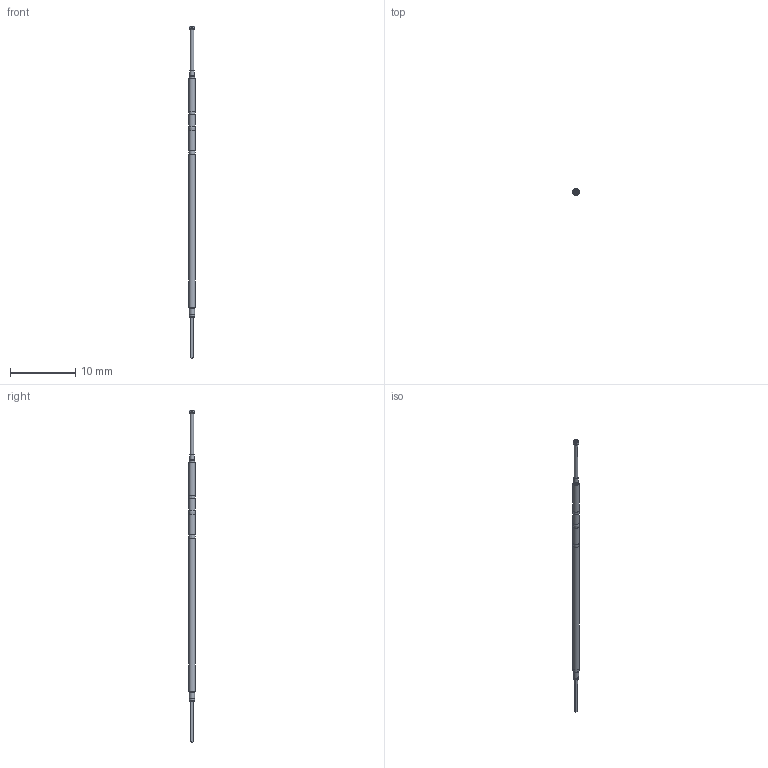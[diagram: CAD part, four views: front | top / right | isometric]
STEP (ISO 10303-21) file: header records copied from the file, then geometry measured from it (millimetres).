
FILE_DESCRIPTION(/* description */ (''),/* implementation_level */ '2;1');
FILE_NAME(/* name */ 'QA_50-PRP2558S.stp',/* time_stamp */ '2016-10-20T11:36:19+02:00',/* author */ ('riccim'),/* organization */ (''),/* preprocessor_version */ 'ST-DEVELOPER v15.5',/* originating_system */ 'AutoCAD Mechanical',/* authorisation */ '');
FILE_SCHEMA (('AUTOMOTIVE_DESIGN { 1 0 10303 214 3 1 1 }'));
Length unit declared in the file: millimetre
Products named in the file (1): Product
Bounding box: 1.05 x 1.05 x 51.01 mm (x, y, z)
Volume: 29.1 mm3; surface area: 310.4 mm2
Topology: 4 solids, 4 shells, 83 faces, 193 edges, 120 vertices
Faces by surface type: plane 25, cylinder 23, cone 20, bspline 13, torus 2
Full cylindrical faces by diameter (mm): 0.533 x1, 0.711 x1, 0.782 x2, 0.79 x1, 0.813 x1, 0.914 x1, 0.952 x4
Entity records: 2552 total; most frequent: CARTESIAN_POINT 759, DIRECTION 376, ORIENTED_EDGE 346, EDGE_CURVE 173, AXIS2_PLACEMENT_3D 172, VERTEX_POINT 117, EDGE_LOOP 102, CIRCLE 84
